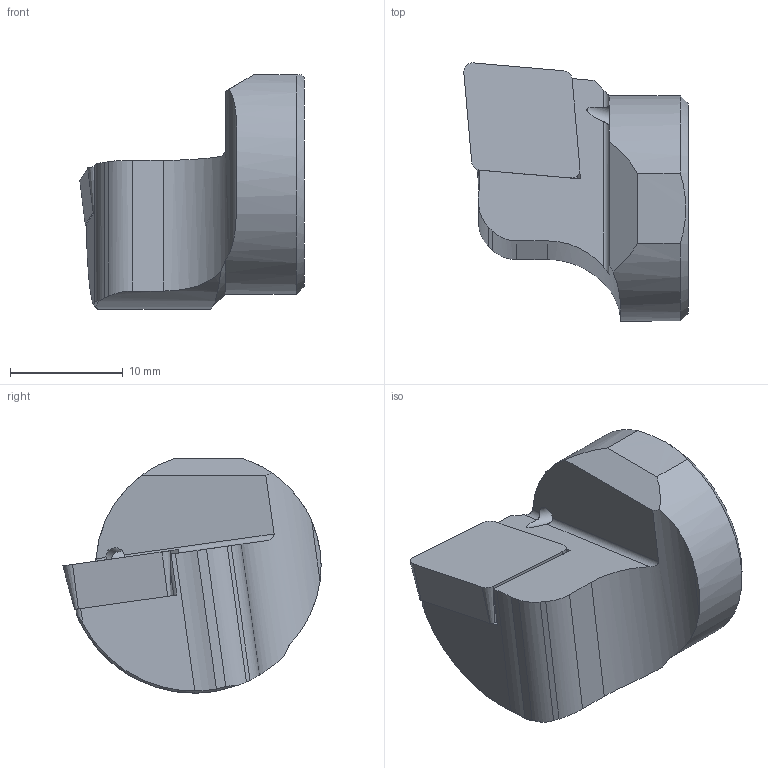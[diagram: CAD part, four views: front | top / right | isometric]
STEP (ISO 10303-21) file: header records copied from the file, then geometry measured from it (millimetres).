
FILE_DESCRIPTION(/* description */ (''),/* implementation_level */ '2;1');
FILE_NAME(/* name */ 'ATTC-A20-SCLCR-09.stp',/* time_stamp */ '2023-12-28T09:33:52+03:00',/* author */ (''),/* organization */ (''),/* preprocessor_version */ 'ST-DEVELOPER v19.4',/* originating_system */ 'SIEMENS PLM Software NX2306.3001',/* authorisation */ '');
FILE_SCHEMA (('AUTOMOTIVE_DESIGN { 1 0 10303 214 3 1 1 1 }'));
Length unit declared in the file: millimetre
Products named in the file (1): model1_objects
Bounding box: 19.92 x 22.92 x 20.8 mm (x, y, z)
Volume: 4104.7 mm3; surface area: 1940.4 mm2
Topology: 2 solids, 4 shells, 49 faces, 126 edges, 83 vertices
Faces by surface type: plane 23, cylinder 15, cone 8, bspline 3
Full cylindrical faces by diameter (mm): 1.6 x1
Entity records: 1723 total; most frequent: CARTESIAN_POINT 577, ORIENTED_EDGE 232, DIRECTION 215, EDGE_CURVE 116, AXIS2_PLACEMENT_3D 80, VERTEX_POINT 79, LINE 55, VECTOR 55
